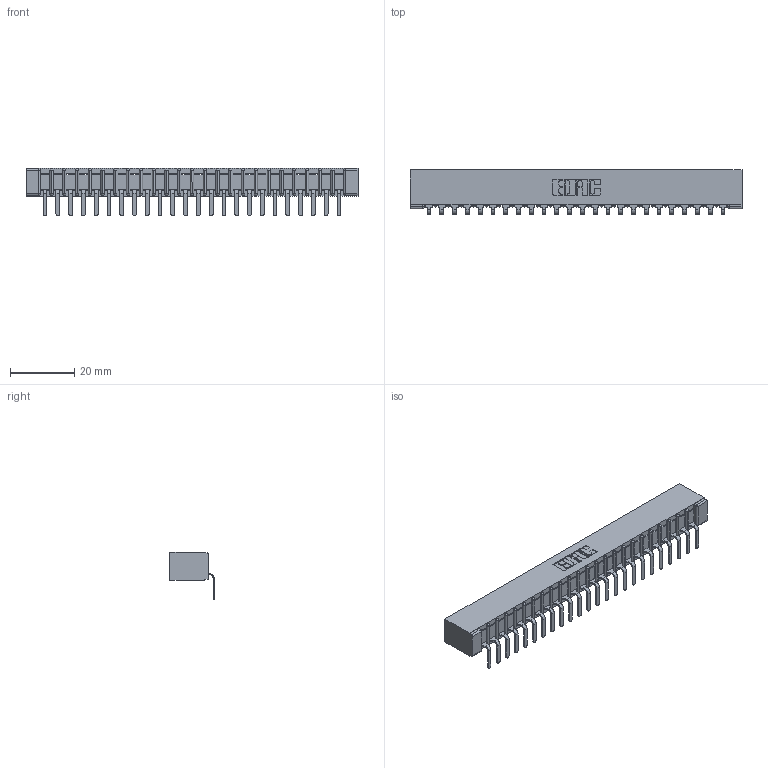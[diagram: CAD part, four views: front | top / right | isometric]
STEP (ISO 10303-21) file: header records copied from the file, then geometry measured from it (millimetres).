
FILE_DESCRIPTION (( 'STEP AP203' ), '1' );
FILE_NAME ('357-024-559-101.STEP', '2022-07-12T22:09:04', ( '' ), ( '' ), 'SwSTEP 2.0', 'SolidWorks 2020', '' );
FILE_SCHEMA (( 'CONFIG_CONTROL_DESIGN' ));
Length unit declared in the file: inch
Products named in the file (3): 307-290-001_558 559 - 1 (Single); 307 Part_No Mounting Lugs; 357-024-559-101
Assembly tree (25 placements, depth 2):
  357-024-559-101
    307 Part_No Mounting Lugs
    307-290-001_558 559 - 1 (Single)  x24
Bounding box: 102.97 x 13.7 x 14.81 mm (x, y, z)
Volume: 6708 mm3; surface area: 10850.9 mm2
Topology: 25 solids, 25 shells, 1575 faces, 4475 edges, 2882 vertices
Faces by surface type: plane 1002, cylinder 523, sphere 50
Entity records: 22620 total; most frequent: CARTESIAN_POINT 3804, ORIENTED_EDGE 3790, DIRECTION 3709, EDGE_CURVE 1895, LINE 1447, VECTOR 1447, VERTEX_POINT 1226, AXIS2_PLACEMENT_3D 1131
